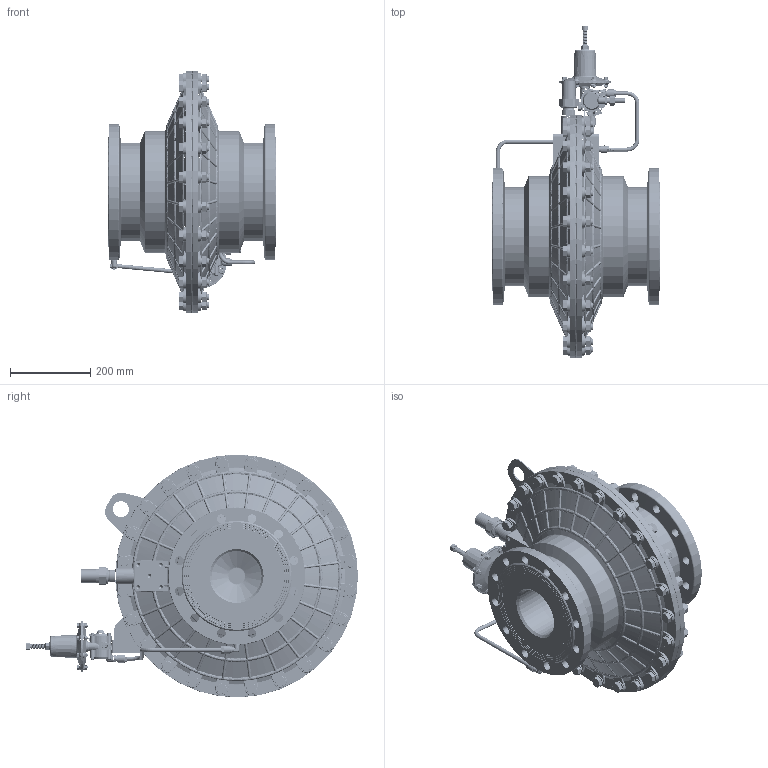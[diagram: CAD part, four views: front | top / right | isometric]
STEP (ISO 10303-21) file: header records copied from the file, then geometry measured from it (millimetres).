
FILE_DESCRIPTION (( 'STEP AP214' ), '1' );
FILE_NAME ('ÑßÌÈ.493611-548 _ Ðåãóëÿòîð VENIO-C-200.STEP', '2023-11-15T05:47:41', ( '' ), ( '' ), 'SwSTEP 2.0', 'SolidWorks 2021', '' );
FILE_SCHEMA (( 'AUTOMOTIVE_DESIGN' ));
Length unit declared in the file: millimetre
Products named in the file (1): ÑßÌÈ.493611-548 _ Ðåãóëÿòîð VENIO-C-200
Bounding box: 420 x 826.22 x 603.89 mm (x, y, z)
Surface area: 2223616.5 mm2 (no closed solid volume)
Topology: 0 solids, 287 shells, 4170 faces, 12876 edges, 8627 vertices
Faces by surface type: cylinder 1061, plane 1043, torus 1007, cone 676, bspline 361, sphere 22
Entity records: 222272 total; most frequent: CARTESIAN_POINT 68506, DIRECTION 22511, ORIENTED_EDGE 20945, EDGE_CURVE 12850, AXIS2_PLACEMENT_3D 9805, VERTEX_POINT 8625, CIRCLE 5995, EDGE_LOOP 4645
